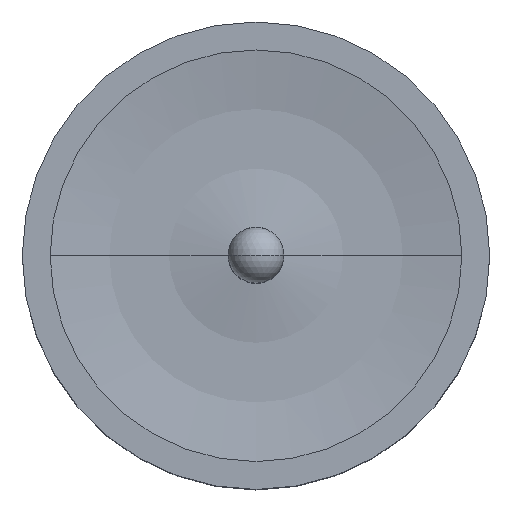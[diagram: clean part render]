
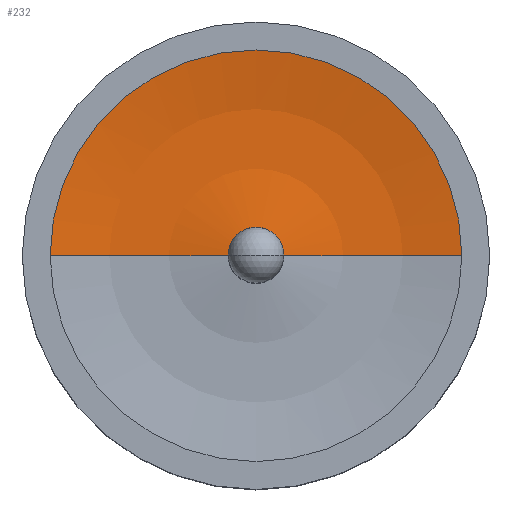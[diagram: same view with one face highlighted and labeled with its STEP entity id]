
A CAD part, top view. The second image highlights one B-rep face of the part: STEP entity #232.
In plain terms, the highlighted toroidal (fillet/blend) face has major radius 0.627 mm and minor radius 2.305 mm.
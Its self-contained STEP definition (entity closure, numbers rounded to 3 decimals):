
#3 = AXIS2_PLACEMENT_3D ( 'NONE', #42, #131, #41 ) ;
#5 = CARTESIAN_POINT ( 'NONE',  ( 1.105, 0., -1.82 ) ) ;
#10 = AXIS2_PLACEMENT_3D ( 'NONE', #272, #201, #384 ) ;
#14 = EDGE_CURVE ( 'NONE', #508, #415, #169, .T. ) ;
#41 = DIRECTION ( 'NONE',  ( 1., 0., 0. ) ) ;
#42 = CARTESIAN_POINT ( 'NONE',  ( 0., 0., -1.82 ) ) ;
#66 = CARTESIAN_POINT ( 'NONE',  ( -0.628, 0., 0.435 ) ) ;
#71 = EDGE_CURVE ( 'NONE', #508, #195, #352, .T. ) ;
#72 = DIRECTION ( 'NONE',  ( 1., 0., 0. ) ) ;
#79 = AXIS2_PLACEMENT_3D ( 'NONE', #355, #574, #392 ) ;
#91 = AXIS2_PLACEMENT_3D ( 'NONE', #573, #523, #72 ) ;
#121 = CARTESIAN_POINT ( 'NONE',  ( -0.15, 0., -1.82 ) ) ;
#131 = DIRECTION ( 'NONE',  ( 0., 0., 1. ) ) ;
#169 = CIRCLE ( 'NONE', #10, 2.305 ) ;
#192 = CARTESIAN_POINT ( 'NONE',  ( -1.105, 0., -1.82 ) ) ;
#195 = VERTEX_POINT ( 'NONE', #121 ) ;
#201 = DIRECTION ( 'NONE',  ( 0., -1., 0. ) ) ;
#207 = DIRECTION ( 'NONE',  ( 0., 1., 0. ) ) ;
#212 = CARTESIAN_POINT ( 'NONE',  ( 0.15, 0., -1.82 ) ) ;
#229 = CIRCLE ( 'NONE', #305, 2.305 ) ;
#232 = ADVANCED_FACE ( 'NONE', ( #433 ), #441, .F. ) ;
#239 = EDGE_CURVE ( 'NONE', #195, #419, #229, .T. ) ;
#255 = CIRCLE ( 'NONE', #3, 1.105 ) ;
#257 = EDGE_CURVE ( 'NONE', #415, #419, #255, .T. ) ;
#272 = CARTESIAN_POINT ( 'NONE',  ( 0.628, 0., 0.435 ) ) ;
#273 = ORIENTED_EDGE ( 'NONE', *, *, #14, .T. ) ;
#305 = AXIS2_PLACEMENT_3D ( 'NONE', #66, #207, #344 ) ;
#344 = DIRECTION ( 'NONE',  ( -1., 0., 0. ) ) ;
#352 = CIRCLE ( 'NONE', #91, 0.15 ) ;
#355 = CARTESIAN_POINT ( 'NONE',  ( 0., 0., 0.435 ) ) ;
#384 = DIRECTION ( 'NONE',  ( 0., 0., -1. ) ) ;
#392 = DIRECTION ( 'NONE',  ( 1., 0., 0. ) ) ;
#405 = ORIENTED_EDGE ( 'NONE', *, *, #239, .F. ) ;
#415 = VERTEX_POINT ( 'NONE', #5 ) ;
#419 = VERTEX_POINT ( 'NONE', #192 ) ;
#433 = FACE_OUTER_BOUND ( 'NONE', #586, .T. ) ;
#441 = TOROIDAL_SURFACE ( 'NONE', #79, 0.628, 2.305 ) ;
#449 = ORIENTED_EDGE ( 'NONE', *, *, #257, .T. ) ;
#462 = ORIENTED_EDGE ( 'NONE', *, *, #71, .F. ) ;
#508 = VERTEX_POINT ( 'NONE', #212 ) ;
#523 = DIRECTION ( 'NONE',  ( 0., 0., 1. ) ) ;
#573 = CARTESIAN_POINT ( 'NONE',  ( 0., 0., -1.82 ) ) ;
#574 = DIRECTION ( 'NONE',  ( 0., 0., 1. ) ) ;
#586 = EDGE_LOOP ( 'NONE', ( #405, #462, #273, #449 ) ) ;
